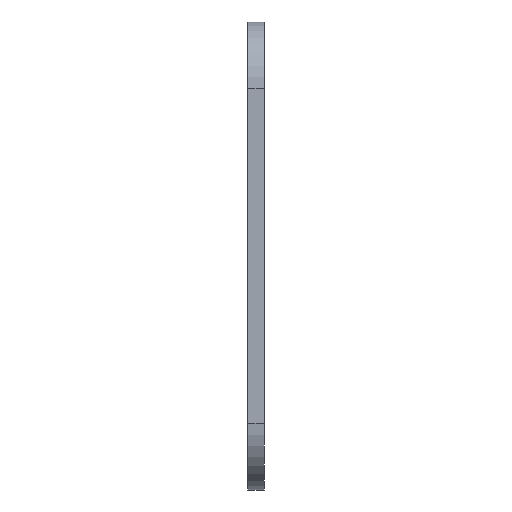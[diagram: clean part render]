
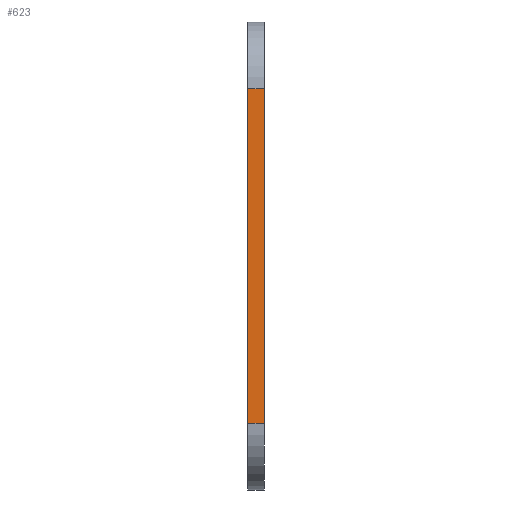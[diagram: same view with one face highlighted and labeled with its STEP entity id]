
A CAD part, left-side view. The second image highlights one B-rep face of the part: STEP entity #623.
In plain terms, the highlighted planar face has unit normal (-1, 0, 0).
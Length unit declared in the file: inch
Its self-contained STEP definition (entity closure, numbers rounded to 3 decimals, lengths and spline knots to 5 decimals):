
#51 = CARTESIAN_POINT ( 'NONE',  ( -1.375, 0.0625, 0.875 ) ) ;
#52 = VERTEX_POINT ( 'NONE', #559 ) ;
#79 = LINE ( 'NONE', #873, #105 ) ;
#105 = VECTOR ( 'NONE', #1353, 39.37008 ) ;
#127 = EDGE_CURVE ( 'NONE', #151, #52, #1062, .T. ) ;
#150 = FACE_OUTER_BOUND ( 'NONE', #890, .T. ) ;
#151 = VERTEX_POINT ( 'NONE', #815 ) ;
#156 = PLANE ( 'NONE',  #1126 ) ;
#177 = ORIENTED_EDGE ( 'NONE', *, *, #127, .F. ) ;
#246 = EDGE_CURVE ( 'NONE', #634, #52, #831, .T. ) ;
#250 = CARTESIAN_POINT ( 'NONE',  ( -1.375, 0.0625, 0.625 ) ) ;
#306 = CARTESIAN_POINT ( 'NONE',  ( -1.375, 0., -0.625 ) ) ;
#321 = DIRECTION ( 'NONE',  ( 0., 0., -1. ) ) ;
#359 = DIRECTION ( 'NONE',  ( 0., 0., 1. ) ) ;
#491 = EDGE_CURVE ( 'NONE', #745, #634, #79, .T. ) ;
#519 = CARTESIAN_POINT ( 'NONE',  ( -1.375, 0., 0.625 ) ) ;
#559 = CARTESIAN_POINT ( 'NONE',  ( -1.375, 0.0625, 0.625 ) ) ;
#564 = DIRECTION ( 'NONE',  ( 0., -1., 0. ) ) ;
#623 = ADVANCED_FACE ( 'NONE', ( #150 ), #156, .F. ) ;
#634 = VERTEX_POINT ( 'NONE', #519 ) ;
#709 = DIRECTION ( 'NONE',  ( 0., 1., 0. ) ) ;
#745 = VERTEX_POINT ( 'NONE', #306 ) ;
#808 = ORIENTED_EDGE ( 'NONE', *, *, #246, .T. ) ;
#815 = CARTESIAN_POINT ( 'NONE',  ( -1.375, 0.0625, -0.625 ) ) ;
#831 = LINE ( 'NONE', #250, #974 ) ;
#873 = CARTESIAN_POINT ( 'NONE',  ( -1.375, 0., 0.875 ) ) ;
#890 = EDGE_LOOP ( 'NONE', ( #177, #1342, #1286, #808 ) ) ;
#912 = VECTOR ( 'NONE', #564, 39.37008 ) ;
#960 = DIRECTION ( 'NONE',  ( 1., 0., 0. ) ) ;
#974 = VECTOR ( 'NONE', #709, 39.37008 ) ;
#1032 = CARTESIAN_POINT ( 'NONE',  ( -1.375, 0.0625, -0.625 ) ) ;
#1062 = LINE ( 'NONE', #1163, #1492 ) ;
#1126 = AXIS2_PLACEMENT_3D ( 'NONE', #51, #960, #321 ) ;
#1142 = LINE ( 'NONE', #1032, #912 ) ;
#1163 = CARTESIAN_POINT ( 'NONE',  ( -1.375, 0.0625, 0.875 ) ) ;
#1286 = ORIENTED_EDGE ( 'NONE', *, *, #491, .T. ) ;
#1315 = EDGE_CURVE ( 'NONE', #151, #745, #1142, .T. ) ;
#1342 = ORIENTED_EDGE ( 'NONE', *, *, #1315, .T. ) ;
#1353 = DIRECTION ( 'NONE',  ( 0., 0., 1. ) ) ;
#1492 = VECTOR ( 'NONE', #359, 39.37008 ) ;
